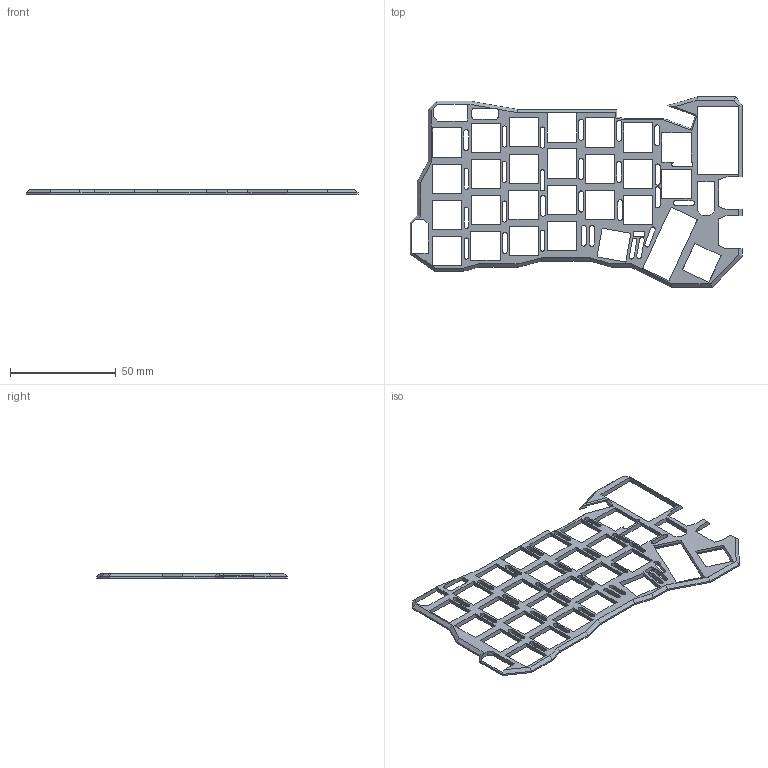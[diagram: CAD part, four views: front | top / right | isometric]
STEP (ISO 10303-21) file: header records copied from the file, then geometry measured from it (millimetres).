
FILE_DESCRIPTION(/* description */ (''),/* implementation_level */ '2;1');
FILE_NAME(/* name */ 'ErgoTravel v12.step',/* time_stamp */ '2022-04-18T01:04:32+02:00',/* author */ (''),/* organization */ (''),/* preprocessor_version */ 'ST-DEVELOPER v18.1',/* originating_system */ 'Autodesk Translation Framework v10.10.0.1391',/* authorisation */ '');
FILE_SCHEMA (('AUTOMOTIVE_DESIGN { 1 0 10303 214 3 1 1 }'));
Length unit declared in the file: millimetre
Products named in the file (1): ErgoTravel
Bounding box: 157 x 90 x 2.2 mm (x, y, z)
Volume: 8755.8 mm3; surface area: 14776.4 mm2
Topology: 1 solids, 1 shells, 466 faces, 1374 edges, 906 vertices
Faces by surface type: plane 406, cylinder 60
Entity records: 15548 total; most frequent: ORIENTED_EDGE 2748, CARTESIAN_POINT 2747, DIRECTION 2429, EDGE_CURVE 1374, LINE 1253, VECTOR 1253, VERTEX_POINT 906, AXIS2_PLACEMENT_3D 588
